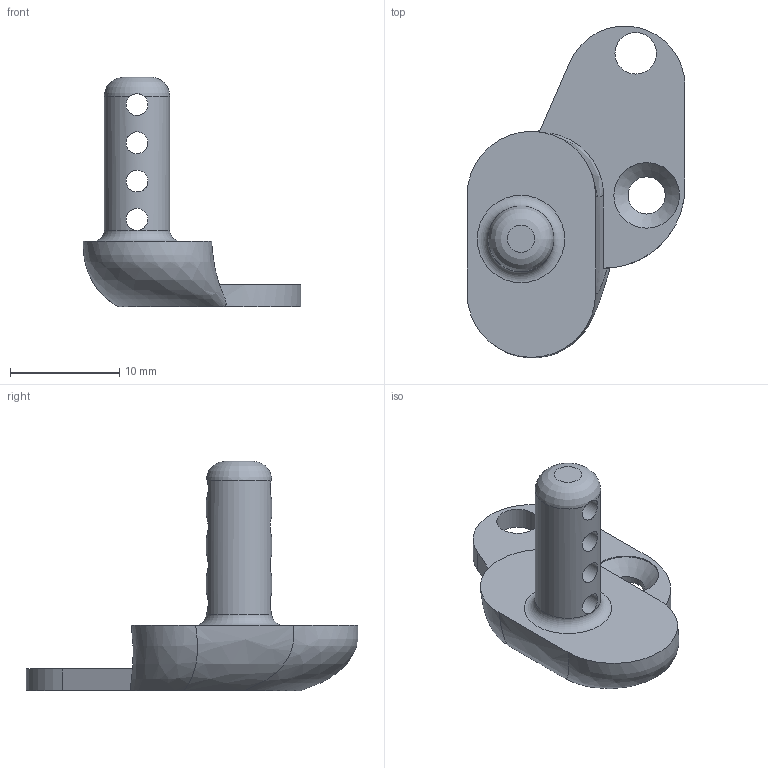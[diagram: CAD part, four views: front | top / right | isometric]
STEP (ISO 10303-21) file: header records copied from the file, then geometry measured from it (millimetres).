
FILE_DESCRIPTION(('FreeCAD Model'),'2;1');
FILE_NAME('Open CASCADE Shape Model','2024-09-20T12:11:09',(''),(''), 'Open CASCADE STEP processor 7.8','FreeCAD','Unknown');
FILE_SCHEMA(('AUTOMOTIVE_DESIGN { 1 0 10303 214 1 1 1 1 }'));
Length unit declared in the file: millimetre
Products named in the file (1): Pocket053032474
Bounding box: 19.93 x 30.38 x 21 mm (x, y, z)
Volume: 1823.4 mm3; surface area: 1502 mm2
Topology: 1 solids, 1 shells, 23 faces, 66 edges, 42 vertices
Faces by surface type: cylinder 10, plane 6, bspline 4, cone 1, torus 1, revolution 1
Full cylindrical faces by diameter (mm): 2 x4, 3.4 x1, 3.8 x1, 6 x2
Entity records: 2044 total; most frequent: CARTESIAN_POINT 1435, ORIENTED_EDGE 132, DIRECTION 107, EDGE_CURVE 66, AXIS2_PLACEMENT_3D 44, VERTEX_POINT 42, FACE_BOUND 34, EDGE_LOOP 34
